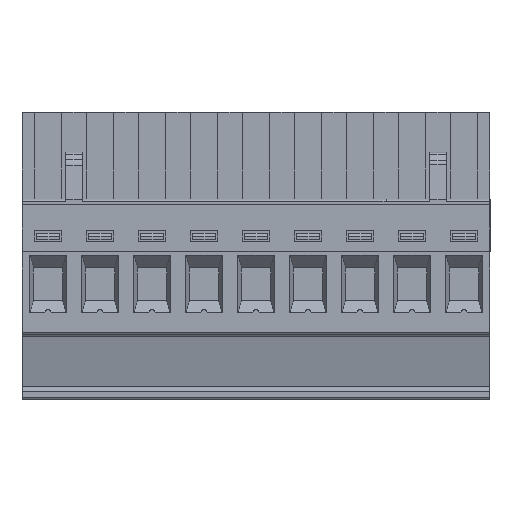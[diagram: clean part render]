
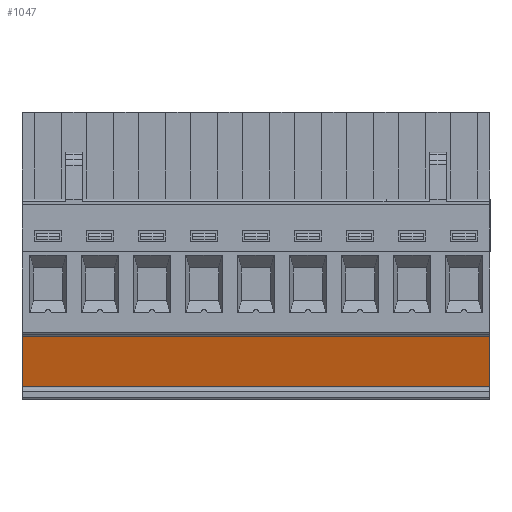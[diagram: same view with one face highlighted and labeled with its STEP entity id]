
A CAD part, front view. The second image highlights one B-rep face of the part: STEP entity #1047.
In plain terms, the highlighted planar face has unit normal (0, -0.966, -0.259).
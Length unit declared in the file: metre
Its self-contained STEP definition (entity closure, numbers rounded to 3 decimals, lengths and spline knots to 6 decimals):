
#1047=ADVANCED_FACE('',(#2509),#2510,.F.);
#2509=FACE_OUTER_BOUND('',#4402,.T.);
#2510=PLANE('',#4403);
#4402=EDGE_LOOP('',(#7668,#7669,#7670,#7671));
#4403=AXIS2_PLACEMENT_3D('',#7672,#7673,#7674);
#7668=ORIENTED_EDGE('',*,*,#11579,.F.);
#7669=ORIENTED_EDGE('',*,*,#11027,.T.);
#7670=ORIENTED_EDGE('',*,*,#11577,.T.);
#7671=ORIENTED_EDGE('',*,*,#11399,.T.);
#7672=CARTESIAN_POINT('',(-0.006712,-0.032787,-0.082872));
#7673=DIRECTION('',(0.,0.966,0.259));
#7674=DIRECTION('',(0.,0.259,-0.966));
#11027=EDGE_CURVE('',#13277,#13275,#13278,.T.);
#11399=EDGE_CURVE('',#13837,#13853,#13855,.T.);
#11577=EDGE_CURVE('',#13275,#13837,#14078,.F.);
#11579=EDGE_CURVE('',#13277,#13853,#14080,.F.);
#13275=VERTEX_POINT('',#16509);
#13277=VERTEX_POINT('',#16511);
#13278=LINE('',#16512,#16513);
#13837=VERTEX_POINT('',#17327);
#13853=VERTEX_POINT('',#17348);
#13855=LINE('',#17350,#17351);
#14078=LINE('',#17659,#17660);
#14080=LINE('',#17662,#17663);
#16509=CARTESIAN_POINT('',(0.00805,-0.03312,-0.08163));
#16511=CARTESIAN_POINT('',(0.00805,-0.034417,-0.076791));
#16512=CARTESIAN_POINT('',(0.00805,-0.034459,-0.076633));
#16513=VECTOR('',#20109,1.0);
#17327=CARTESIAN_POINT('',(0.053052,-0.03312,-0.08163));
#17348=CARTESIAN_POINT('',(0.053052,-0.034417,-0.076791));
#17350=CARTESIAN_POINT('',(0.053052,-0.034459,-0.076633));
#17351=VECTOR('',#20479,1.0);
#17659=CARTESIAN_POINT('',(-0.006712,-0.03312,-0.08163));
#17660=VECTOR('',#20619,1.0);
#17662=CARTESIAN_POINT('',(0.039014,-0.034417,-0.076791));
#17663=VECTOR('',#20620,1.0);
#20109=DIRECTION('',(0.0,0.259,-0.966));
#20479=DIRECTION('',(0.0,-0.259,0.966));
#20619=DIRECTION('',(-1.0,0.,0.));
#20620=DIRECTION('',(-1.0,0.,0.));
